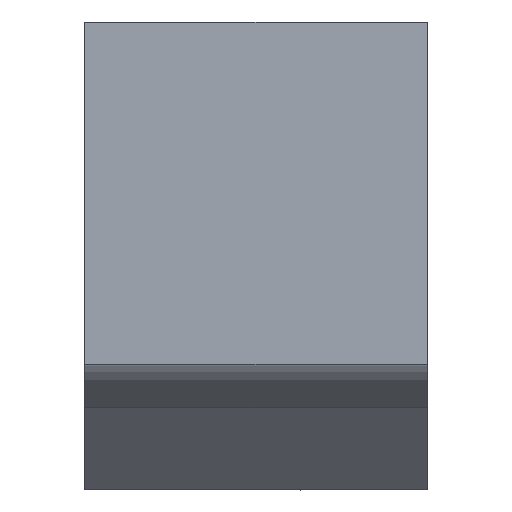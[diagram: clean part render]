
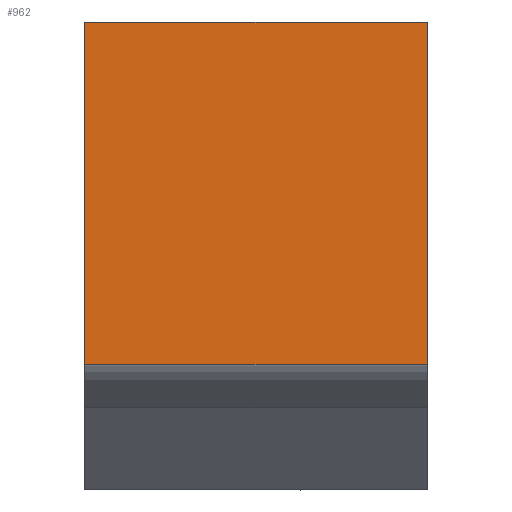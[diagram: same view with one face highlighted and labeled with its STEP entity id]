
A CAD part, left-side view. The second image highlights one B-rep face of the part: STEP entity #962.
In plain terms, the highlighted planar face has unit normal (-1, 0, 0).
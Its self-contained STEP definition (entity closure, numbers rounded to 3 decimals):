
#19 = DIRECTION ( 'NONE',  ( 0., 0., -1. ) ) ;
#24 = CARTESIAN_POINT ( 'NONE',  ( 0., 0., 9.525 ) ) ;
#37 = VERTEX_POINT ( 'NONE', #738 ) ;
#167 = EDGE_CURVE ( 'NONE', #977, #284, #446, .T. ) ;
#177 = ORIENTED_EDGE ( 'NONE', *, *, #1274, .F. ) ;
#220 = DIRECTION ( 'NONE',  ( 0., -1., 0. ) ) ;
#277 = LINE ( 'NONE', #1309, #322 ) ;
#284 = VERTEX_POINT ( 'NONE', #697 ) ;
#322 = VECTOR ( 'NONE', #1315, 1000. ) ;
#347 = ORIENTED_EDGE ( 'NONE', *, *, #167, .T. ) ;
#411 = LINE ( 'NONE', #1024, #423 ) ;
#423 = VECTOR ( 'NONE', #220, 1000. ) ;
#446 = LINE ( 'NONE', #866, #975 ) ;
#453 = CARTESIAN_POINT ( 'NONE',  ( 0., 9.525, 0. ) ) ;
#460 = PLANE ( 'NONE',  #891 ) ;
#564 = VECTOR ( 'NONE', #19, 1000. ) ;
#580 = ORIENTED_EDGE ( 'NONE', *, *, #828, .F. ) ;
#599 = CARTESIAN_POINT ( 'NONE',  ( 0., 9.525, 9.525 ) ) ;
#695 = ORIENTED_EDGE ( 'NONE', *, *, #704, .T. ) ;
#697 = CARTESIAN_POINT ( 'NONE',  ( 0., 0., 0. ) ) ;
#704 = EDGE_CURVE ( 'NONE', #890, #977, #277, .T. ) ;
#738 = CARTESIAN_POINT ( 'NONE',  ( 0., 0., 9.525 ) ) ;
#764 = DIRECTION ( 'NONE',  ( 0., 0., 1. ) ) ;
#828 = EDGE_CURVE ( 'NONE', #890, #37, #411, .T. ) ;
#866 = CARTESIAN_POINT ( 'NONE',  ( 0., 153.405, 0. ) ) ;
#882 = CARTESIAN_POINT ( 'NONE',  ( 0., 9.525, 9.525 ) ) ;
#890 = VERTEX_POINT ( 'NONE', #599 ) ;
#891 = AXIS2_PLACEMENT_3D ( 'NONE', #882, #974, #764 ) ;
#957 = LINE ( 'NONE', #24, #564 ) ;
#962 = ADVANCED_FACE ( 'NONE', ( #989 ), #460, .F. ) ;
#974 = DIRECTION ( 'NONE',  ( 1., 0., 0. ) ) ;
#975 = VECTOR ( 'NONE', #1063, 1000. ) ;
#977 = VERTEX_POINT ( 'NONE', #453 ) ;
#989 = FACE_OUTER_BOUND ( 'NONE', #1227, .T. ) ;
#1024 = CARTESIAN_POINT ( 'NONE',  ( 0., 9.525, 9.525 ) ) ;
#1063 = DIRECTION ( 'NONE',  ( 0., -1., 0. ) ) ;
#1227 = EDGE_LOOP ( 'NONE', ( #177, #580, #695, #347 ) ) ;
#1274 = EDGE_CURVE ( 'NONE', #37, #284, #957, .T. ) ;
#1309 = CARTESIAN_POINT ( 'NONE',  ( 0., 9.525, 9.525 ) ) ;
#1315 = DIRECTION ( 'NONE',  ( 0., 0., -1. ) ) ;
